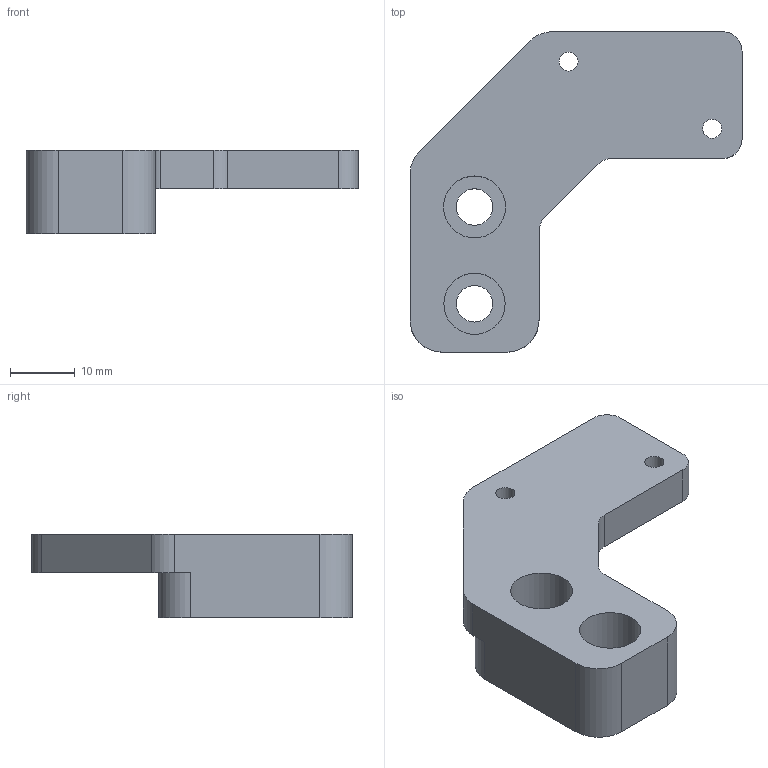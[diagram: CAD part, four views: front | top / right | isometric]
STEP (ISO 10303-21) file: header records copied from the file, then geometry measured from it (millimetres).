
FILE_DESCRIPTION(/* description */ (''),/* implementation_level */ '2;1');
FILE_NAME(/* name */ 'LIMIT SWITCH MOUNTING 2 (RMT-LS-01).step',/* time_stamp */ '2024-02-17T09:40:00+05:00',/* author */ (''),/* organization */ (''),/* preprocessor_version */ 'ST-DEVELOPER v20',/* originating_system */ 'Autodesk Translation Framework v12.20.1.177',/* authorisation */ '');
FILE_SCHEMA (('AUTOMOTIVE_DESIGN { 1 0 10303 214 3 1 1 }'));
Length unit declared in the file: millimetre
Products named in the file (1): LIMIT SWITCH MOUNTING
Bounding box: 51.45 x 49.65 x 13 mm (x, y, z)
Volume: 11146.6 mm3; surface area: 5280.6 mm2
Topology: 1 solids, 1 shells, 161 faces, 438 edges, 292 vertices
Faces by surface type: plane 78, bspline 67, cylinder 16
Full cylindrical faces by diameter (mm): 2.95 x2, 5.65 x2, 9.5 x1, 9.6 x1
Entity records: 5730 total; most frequent: CARTESIAN_POINT 2031, ORIENTED_EDGE 876, DIRECTION 526, EDGE_CURVE 438, VERTEX_POINT 292, LINE 272, VECTOR 272, EDGE_LOOP 182
